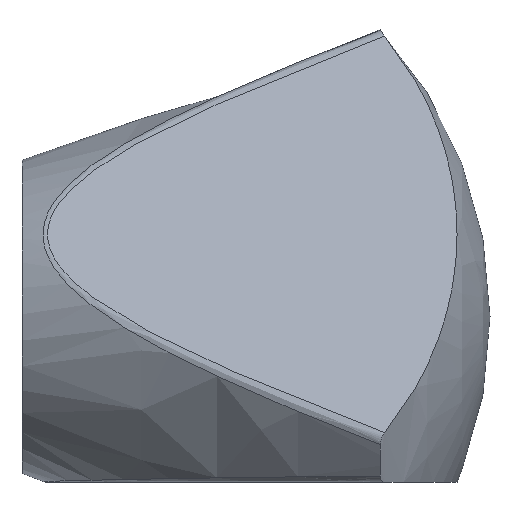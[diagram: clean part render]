
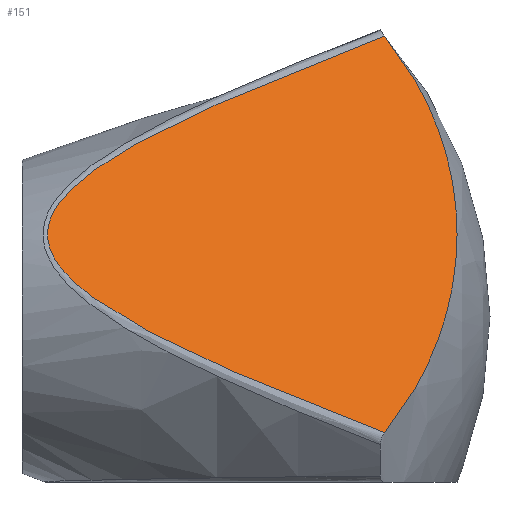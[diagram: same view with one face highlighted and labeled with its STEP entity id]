
A CAD part, front view. The second image highlights one B-rep face of the part: STEP entity #151.
In plain terms, the highlighted planar face has unit normal (0, -0.866, 0.5).
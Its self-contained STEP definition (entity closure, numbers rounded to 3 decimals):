
#44=B_SPLINE_CURVE_WITH_KNOTS('',3,(#375,#376,#377,#378,#379,#380,#381,
#382,#383,#384,#385,#386,#387,#388,#389,#390,#391,#392,#393,#394,#395),
 .UNSPECIFIED.,.F.,.F.,(4,1,1,1,1,1,1,1,1,1,1,1,1,1,1,1,1,1,4),(0.,0.008,
0.012,0.016,0.02,0.024,
0.026,0.028,0.03,0.032,
0.034,0.036,0.038,0.04,
0.044,0.048,0.052,0.056,
0.065),.UNSPECIFIED.);
#69=ORIENTED_EDGE('',*,*,#95,.F.);
#70=ORIENTED_EDGE('',*,*,#101,.T.);
#95=EDGE_CURVE('',#113,#114,#121,.F.);
#101=EDGE_CURVE('',#113,#114,#44,.T.);
#113=VERTEX_POINT('',#350);
#114=VERTEX_POINT('',#352);
#121=CIRCLE('',#182,30.481);
#128=EDGE_LOOP('',(#69,#70));
#138=FACE_BOUND('',#128,.T.);
#145=PLANE('',#184);
#151=ADVANCED_FACE('',(#138),#145,.T.);
#182=AXIS2_PLACEMENT_3D('',#351,#209,#210);
#184=AXIS2_PLACEMENT_3D('',#374,#213,#214);
#209=DIRECTION('',(0.,-0.866,0.5));
#210=DIRECTION('',(1.,0.,0.));
#213=DIRECTION('',(0.,-0.866,0.5));
#214=DIRECTION('',(1.,0.,0.));
#350=CARTESIAN_POINT('',(89.245,-2.193,21.492));
#351=CARTESIAN_POINT('',(64.3,-10.951,6.323));
#352=CARTESIAN_POINT('',(89.245,-19.71,-8.847));
#374=CARTESIAN_POINT('',(63.274,-39.526,-43.171));
#375=CARTESIAN_POINT('',(89.245,-2.193,21.492));
#376=CARTESIAN_POINT('',(86.779,-2.732,20.559));
#377=CARTESIAN_POINT('',(83.097,-3.558,19.128));
#378=CARTESIAN_POINT('',(78.253,-4.726,17.105));
#379=CARTESIAN_POINT('',(74.668,-5.65,15.506));
#380=CARTESIAN_POINT('',(71.151,-6.649,13.775));
#381=CARTESIAN_POINT('',(68.341,-7.577,12.167));
#382=CARTESIAN_POINT('',(66.251,-8.436,10.68));
#383=CARTESIAN_POINT('',(64.84,-9.165,9.417));
#384=CARTESIAN_POINT('',(63.723,-10.016,7.943));
#385=CARTESIAN_POINT('',(63.281,-11.037,6.174));
#386=CARTESIAN_POINT('',(63.87,-12.032,4.451));
#387=CARTESIAN_POINT('',(65.054,-12.863,3.012));
#388=CARTESIAN_POINT('',(66.476,-13.566,1.794));
#389=CARTESIAN_POINT('',(68.566,-14.405,0.341));
#390=CARTESIAN_POINT('',(71.37,-15.32,-1.243));
#391=CARTESIAN_POINT('',(74.837,-16.298,-2.938));
#392=CARTESIAN_POINT('',(78.381,-17.208,-4.514));
#393=CARTESIAN_POINT('',(83.167,-18.36,-6.51));
#394=CARTESIAN_POINT('',(86.807,-19.177,-7.924));
#395=CARTESIAN_POINT('',(89.245,-19.71,-8.847));
